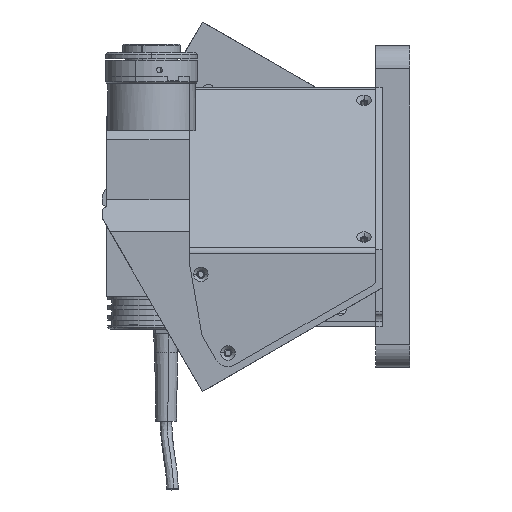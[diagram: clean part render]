
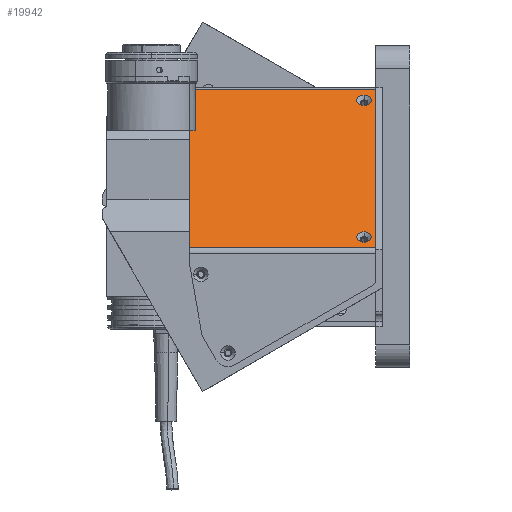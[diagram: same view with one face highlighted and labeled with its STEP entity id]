
A CAD part, left-side view. The second image highlights one B-rep face of the part: STEP entity #19942.
In plain terms, the highlighted planar face has unit normal (-0.707, 0, 0.707).
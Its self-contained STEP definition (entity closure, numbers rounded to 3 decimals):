
#761 = ORIENTED_EDGE ( 'NONE', *, *, #20372, .T. ) ;
#899 = CARTESIAN_POINT ( 'NONE',  ( -190.228, 3., -17.615 ) ) ;
#1823 = PLANE ( 'NONE',  #7611 ) ;
#2120 = VERTEX_POINT ( 'NONE', #22516 ) ;
#3642 = DIRECTION ( 'NONE',  ( 0.707, 0., 0.707 ) ) ;
#3765 = VECTOR ( 'NONE', #3642, 1000. ) ;
#4531 = CARTESIAN_POINT ( 'NONE',  ( -190.228, 238.578, -17.615 ) ) ;
#4534 = CARTESIAN_POINT ( 'NONE',  ( -128.497, 8., 44.116 ) ) ;
#4777 = CARTESIAN_POINT ( 'NONE',  ( -120.613, 84., 52. ) ) ;
#4794 = CIRCLE ( 'NONE', #21487, 3.15 ) ;
#5281 = EDGE_LOOP ( 'NONE', ( #33802, #761, #22498, #17182 ) ) ;
#7322 = ORIENTED_EDGE ( 'NONE', *, *, #21124, .F. ) ;
#7611 = AXIS2_PLACEMENT_3D ( 'NONE', #32342, #29208, #30023 ) ;
#7935 = CIRCLE ( 'NONE', #16096, 3.15 ) ;
#7975 = CIRCLE ( 'NONE', #31943, 3.15 ) ;
#8022 = DIRECTION ( 'NONE',  ( 0.707, 0., 0.707 ) ) ;
#8053 = CARTESIAN_POINT ( 'NONE',  ( -185.743, 8., -13.13 ) ) ;
#8322 = LINE ( 'NONE', #20529, #31573 ) ;
#8718 = VERTEX_POINT ( 'NONE', #20902 ) ;
#9912 = DIRECTION ( 'NONE',  ( 0., -1., 0. ) ) ;
#10498 = FACE_BOUND ( 'NONE', #28106, .T. ) ;
#10828 = CIRCLE ( 'NONE', #29610, 3.15 ) ;
#11033 = DIRECTION ( 'NONE',  ( -0.707, 0., 0.707 ) ) ;
#13462 = CARTESIAN_POINT ( 'NONE',  ( -183.516, 8., -10.903 ) ) ;
#13575 = EDGE_CURVE ( 'NONE', #15296, #30003, #7975, .T. ) ;
#14791 = EDGE_CURVE ( 'NONE', #16507, #8718, #10828, .T. ) ;
#15296 = VERTEX_POINT ( 'NONE', #33078 ) ;
#15879 = DIRECTION ( 'NONE',  ( 0.707, 0., 0.707 ) ) ;
#15897 = ORIENTED_EDGE ( 'NONE', *, *, #13575, .F. ) ;
#16039 = CARTESIAN_POINT ( 'NONE',  ( -121.785, 84., 50.828 ) ) ;
#16096 = AXIS2_PLACEMENT_3D ( 'NONE', #16687, #16649, #16645 ) ;
#16507 = VERTEX_POINT ( 'NONE', #4534 ) ;
#16645 = DIRECTION ( 'NONE',  ( 0.707, 0., 0.707 ) ) ;
#16649 = DIRECTION ( 'NONE',  ( -0.707, 0., 0.707 ) ) ;
#16687 = CARTESIAN_POINT ( 'NONE',  ( -185.743, 8., -13.13 ) ) ;
#17163 = VECTOR ( 'NONE', #17814, 1000. ) ;
#17182 = ORIENTED_EDGE ( 'NONE', *, *, #21258, .T. ) ;
#17737 = EDGE_CURVE ( 'NONE', #29900, #29967, #23767, .T. ) ;
#17814 = DIRECTION ( 'NONE',  ( 0., 1., 0. ) ) ;
#17963 = EDGE_LOOP ( 'NONE', ( #7322, #15897 ) ) ;
#18309 = CARTESIAN_POINT ( 'NONE',  ( -121.785, 238.578, 50.828 ) ) ;
#19942 = ADVANCED_FACE ( 'NONE', ( #32096, #10498, #24384 ), #1823, .F. ) ;
#20168 = CARTESIAN_POINT ( 'NONE',  ( -190.228, 84., -17.615 ) ) ;
#20372 = EDGE_CURVE ( 'NONE', #2120, #29967, #24101, .T. ) ;
#20529 = CARTESIAN_POINT ( 'NONE',  ( -120.613, 3., 52. ) ) ;
#20613 = VECTOR ( 'NONE', #9912, 1000. ) ;
#20763 = EDGE_CURVE ( 'NONE', #8718, #16507, #4794, .T. ) ;
#20902 = CARTESIAN_POINT ( 'NONE',  ( -124.043, 8., 48.571 ) ) ;
#21124 = EDGE_CURVE ( 'NONE', #30003, #15296, #7935, .T. ) ;
#21161 = EDGE_CURVE ( 'NONE', #25780, #2120, #8322, .T. ) ;
#21258 = EDGE_CURVE ( 'NONE', #29900, #25780, #27494, .T. ) ;
#21487 = AXIS2_PLACEMENT_3D ( 'NONE', #28927, #28276, #27660 ) ;
#21868 = DIRECTION ( 'NONE',  ( 0.707, 0., 0.707 ) ) ;
#22079 = CARTESIAN_POINT ( 'NONE',  ( -126.27, 8., 46.343 ) ) ;
#22498 = ORIENTED_EDGE ( 'NONE', *, *, #17737, .F. ) ;
#22516 = CARTESIAN_POINT ( 'NONE',  ( -121.785, 3., 50.828 ) ) ;
#22905 = DIRECTION ( 'NONE',  ( -0.707, 0., 0.707 ) ) ;
#23674 = ORIENTED_EDGE ( 'NONE', *, *, #20763, .F. ) ;
#23767 = LINE ( 'NONE', #4777, #3765 ) ;
#24101 = LINE ( 'NONE', #18309, #17163 ) ;
#24384 = FACE_OUTER_BOUND ( 'NONE', #5281, .T. ) ;
#25780 = VERTEX_POINT ( 'NONE', #899 ) ;
#27494 = LINE ( 'NONE', #4531, #20613 ) ;
#27660 = DIRECTION ( 'NONE',  ( 0.707, 0., 0.707 ) ) ;
#28106 = EDGE_LOOP ( 'NONE', ( #23674, #31381 ) ) ;
#28276 = DIRECTION ( 'NONE',  ( -0.707, 0., 0.707 ) ) ;
#28927 = CARTESIAN_POINT ( 'NONE',  ( -126.27, 8., 46.343 ) ) ;
#29208 = DIRECTION ( 'NONE',  ( 0.707, 0., -0.707 ) ) ;
#29610 = AXIS2_PLACEMENT_3D ( 'NONE', #22079, #22905, #21868 ) ;
#29900 = VERTEX_POINT ( 'NONE', #20168 ) ;
#29967 = VERTEX_POINT ( 'NONE', #16039 ) ;
#30003 = VERTEX_POINT ( 'NONE', #13462 ) ;
#30023 = DIRECTION ( 'NONE',  ( -0.707, 0., -0.707 ) ) ;
#31381 = ORIENTED_EDGE ( 'NONE', *, *, #14791, .F. ) ;
#31573 = VECTOR ( 'NONE', #15879, 1000. ) ;
#31943 = AXIS2_PLACEMENT_3D ( 'NONE', #8053, #11033, #8022 ) ;
#32096 = FACE_BOUND ( 'NONE', #17963, .T. ) ;
#32342 = CARTESIAN_POINT ( 'NONE',  ( -120.613, 238.578, 52. ) ) ;
#33078 = CARTESIAN_POINT ( 'NONE',  ( -187.971, 8., -15.357 ) ) ;
#33802 = ORIENTED_EDGE ( 'NONE', *, *, #21161, .T. ) ;
